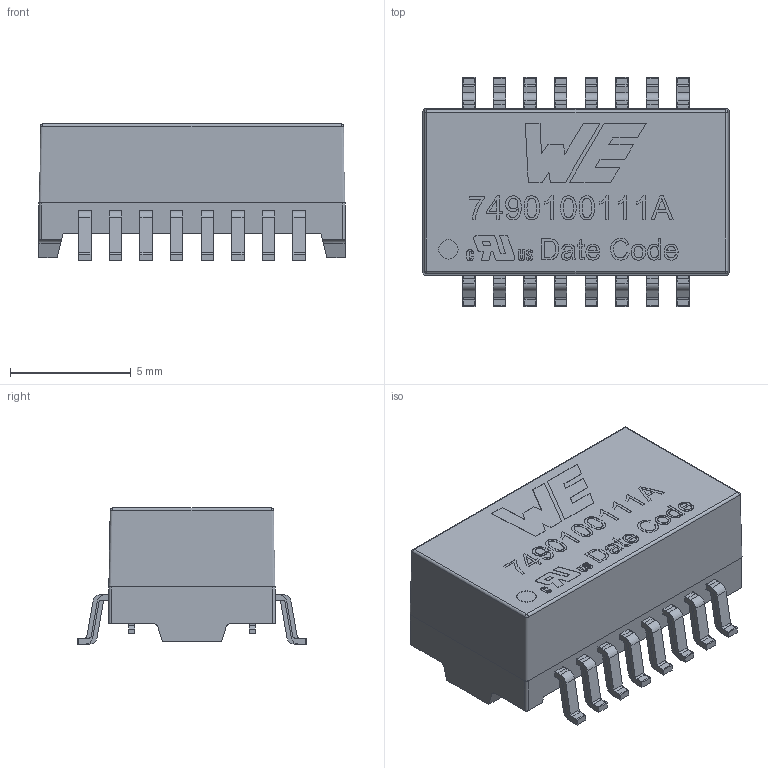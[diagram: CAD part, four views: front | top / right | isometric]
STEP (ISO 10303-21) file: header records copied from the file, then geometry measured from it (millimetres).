
FILE_DESCRIPTION(/* description */ ('Unknown','CAx-IF Rec.Pracs.---Representation and Presentation of Product Manufacturing Information (PMI)---4.0---2014-10-13','CAx-IF Rec.Pracs.---3D Tessellated Geometry---0.4---2014-09-14','2;1'),/* implementation_level */ '2;1');
FILE_NAME(/* name */ '7490100111A',/* time_stamp */ '2024-01-06T14:01:46+08:00',/* author */ ('Unknown'),/* organization */ ('Unknown'),/* preprocessor_version */ 'ST-DEVELOPER v16.7',/* originating_system */ 'Solid Edge',/* authorisation */ 'Unknown');
FILE_SCHEMA (('AP242_MANAGED_MODEL_BASED_3D_ENGINEERING_MIM_LF { 1 0 10303 442 1 1 4 }'));
Length unit declared in the file: millimetre
Products named in the file (3): 7490100111A; housing; Pin
Assembly tree (2 placements, depth 2):
  7490100111A
    housing
    Pin
Bounding box: 12.7 x 9.52 x 5.65 mm (x, y, z)
Volume: 185.4 mm3; surface area: 695.5 mm2
Topology: 33 solids, 33 shells, 1025 faces, 2700 edges, 1792 vertices
Faces by surface type: plane 747, cylinder 231, bspline 43, sphere 4
Full cylindrical faces by diameter (mm): 0.8 x1
Entity records: 36105 total; most frequent: CARTESIAN_POINT 7996, ORIENTED_EDGE 5370, DIRECTION 4875, EDGE_CURVE 2685, LINE 1989, VECTOR 1989, VERTEX_POINT 1792, AXIS2_PLACEMENT_3D 1443
